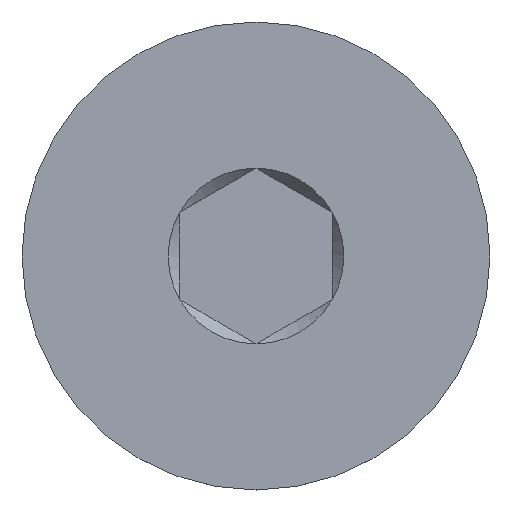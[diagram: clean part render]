
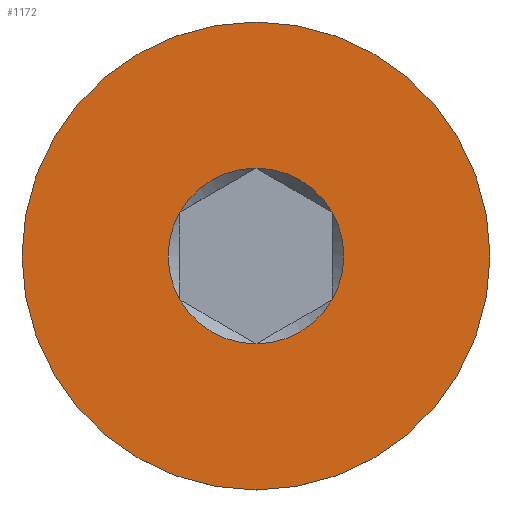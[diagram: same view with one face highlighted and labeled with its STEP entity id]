
A CAD part, top view. The second image highlights one B-rep face of the part: STEP entity #1172.
In plain terms, the highlighted planar face has unit normal (0, 0, 1).
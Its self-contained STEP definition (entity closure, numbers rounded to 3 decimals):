
#17=FACE_BOUND('',#207,.T.);
#18=PLANE('',#1271);
#139=FACE_OUTER_BOUND('',#206,.T.);
#206=EDGE_LOOP('',(#919,#920));
#207=EDGE_LOOP('',(#921,#922,#923,#924,#925,#926));
#231=CIRCLE('',#1263,0.751);
#232=CIRCLE('',#1265,2.);
#233=CIRCLE('',#1266,2.);
#237=CIRCLE('',#1272,0.751);
#238=CIRCLE('',#1273,0.751);
#239=CIRCLE('',#1274,0.751);
#240=CIRCLE('',#1275,0.751);
#241=CIRCLE('',#1276,0.751);
#509=VERTEX_POINT('',#5581);
#510=VERTEX_POINT('',#5582);
#511=VERTEX_POINT('',#5588);
#512=VERTEX_POINT('',#5589);
#518=VERTEX_POINT('',#5685);
#519=VERTEX_POINT('',#5687);
#520=VERTEX_POINT('',#5689);
#521=VERTEX_POINT('',#5691);
#674=EDGE_CURVE('',#509,#510,#231,.T.);
#675=EDGE_CURVE('',#511,#512,#232,.T.);
#676=EDGE_CURVE('',#512,#511,#233,.T.);
#685=EDGE_CURVE('',#510,#518,#237,.T.);
#686=EDGE_CURVE('',#518,#519,#238,.T.);
#687=EDGE_CURVE('',#519,#520,#239,.T.);
#688=EDGE_CURVE('',#520,#521,#240,.T.);
#689=EDGE_CURVE('',#521,#509,#241,.T.);
#919=ORIENTED_EDGE('',*,*,#675,.T.);
#920=ORIENTED_EDGE('',*,*,#676,.T.);
#921=ORIENTED_EDGE('',*,*,#685,.T.);
#922=ORIENTED_EDGE('',*,*,#686,.T.);
#923=ORIENTED_EDGE('',*,*,#687,.T.);
#924=ORIENTED_EDGE('',*,*,#688,.T.);
#925=ORIENTED_EDGE('',*,*,#689,.T.);
#926=ORIENTED_EDGE('',*,*,#674,.T.);
#1172=ADVANCED_FACE('',(#139,#17),#18,.F.);
#1263=AXIS2_PLACEMENT_3D('',#5586,#1446,#1447);
#1265=AXIS2_PLACEMENT_3D('',#5590,#1450,#1451);
#1266=AXIS2_PLACEMENT_3D('',#5591,#1452,#1453);
#1271=AXIS2_PLACEMENT_3D('',#5684,#1464,#1465);
#1272=AXIS2_PLACEMENT_3D('',#5686,#1466,#1467);
#1273=AXIS2_PLACEMENT_3D('',#5688,#1468,#1469);
#1274=AXIS2_PLACEMENT_3D('',#5690,#1470,#1471);
#1275=AXIS2_PLACEMENT_3D('',#5692,#1472,#1473);
#1276=AXIS2_PLACEMENT_3D('',#5693,#1474,#1475);
#1446=DIRECTION('center_axis',(0.,0.,-1.));
#1447=DIRECTION('ref_axis',(-1.,0.,0.));
#1450=DIRECTION('center_axis',(0.,0.,1.));
#1451=DIRECTION('ref_axis',(0.,-1.,0.));
#1452=DIRECTION('center_axis',(0.,0.,1.));
#1453=DIRECTION('ref_axis',(0.,-1.,0.));
#1464=DIRECTION('center_axis',(0.,0.,-1.));
#1465=DIRECTION('ref_axis',(0.,1.,0.));
#1466=DIRECTION('center_axis',(0.,0.,-1.));
#1467=DIRECTION('ref_axis',(-1.,0.,0.));
#1468=DIRECTION('center_axis',(0.,0.,-1.));
#1469=DIRECTION('ref_axis',(-1.,0.,0.));
#1470=DIRECTION('center_axis',(0.,0.,-1.));
#1471=DIRECTION('ref_axis',(-1.,0.,0.));
#1472=DIRECTION('center_axis',(0.,0.,-1.));
#1473=DIRECTION('ref_axis',(-1.,0.,0.));
#1474=DIRECTION('center_axis',(0.,0.,-1.));
#1475=DIRECTION('ref_axis',(-1.,0.,0.));
#5581=CARTESIAN_POINT('',(-0.65,-0.375,5.));
#5582=CARTESIAN_POINT('',(-0.65,0.375,5.));
#5586=CARTESIAN_POINT('Origin',(0.,0.,5.));
#5588=CARTESIAN_POINT('',(0.,-2.,5.));
#5589=CARTESIAN_POINT('',(0.,2.,5.));
#5590=CARTESIAN_POINT('Origin',(0.,0.,5.));
#5591=CARTESIAN_POINT('Origin',(0.,0.,5.));
#5684=CARTESIAN_POINT('Origin',(0.,0.,
5.));
#5685=CARTESIAN_POINT('',(0.,0.751,5.));
#5686=CARTESIAN_POINT('Origin',(0.,0.,5.));
#5687=CARTESIAN_POINT('',(0.65,0.375,5.));
#5688=CARTESIAN_POINT('Origin',(0.,0.,5.));
#5689=CARTESIAN_POINT('',(0.65,-0.375,5.));
#5690=CARTESIAN_POINT('Origin',(0.,0.,5.));
#5691=CARTESIAN_POINT('',(0.,-0.751,5.));
#5692=CARTESIAN_POINT('Origin',(0.,0.,5.));
#5693=CARTESIAN_POINT('Origin',(0.,0.,5.));
